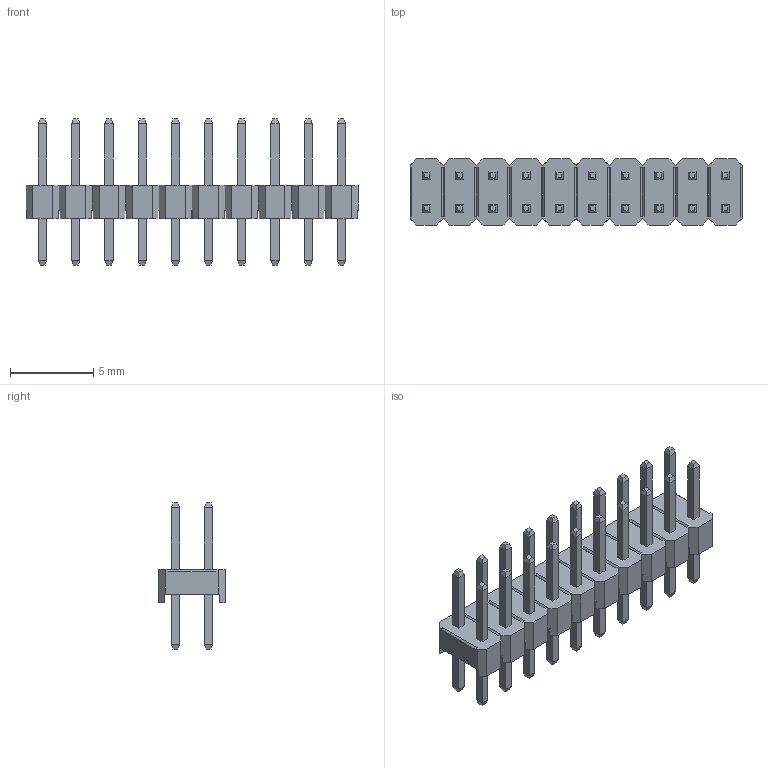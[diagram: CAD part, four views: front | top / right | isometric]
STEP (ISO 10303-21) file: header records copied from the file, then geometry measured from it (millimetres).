
FILE_DESCRIPTION(('STEP AP214'), '1');
FILE_NAME('PLD2', '', ('UNSPECIFIED'), ('UNSPECIFIED'), 'ASCON STEP Converter 1.6', 'ASCON Math Kernel', '');
FILE_SCHEMA(('AUTOMOTIVE_DESIGN { 1 0 10303 214 3 1 1}'));
Length unit declared in the file: millimetre
Bounding box: 20 x 4 x 8.8 mm (x, y, z)
Volume: 155.9 mm3; surface area: 558.3 mm2
Topology: 1 solids, 1 shells, 506 faces, 1205 edges, 750 vertices
Faces by surface type: plane 506
Entity records: 18177 total; most frequent: CARTESIAN_POINT 2462, ORIENTED_EDGE 2410, DIRECTION 2219, EDGE_CURVE 1205, LINE 1205, VECTOR 1205, VERTEX_POINT 750, FACE_BOUND 555
